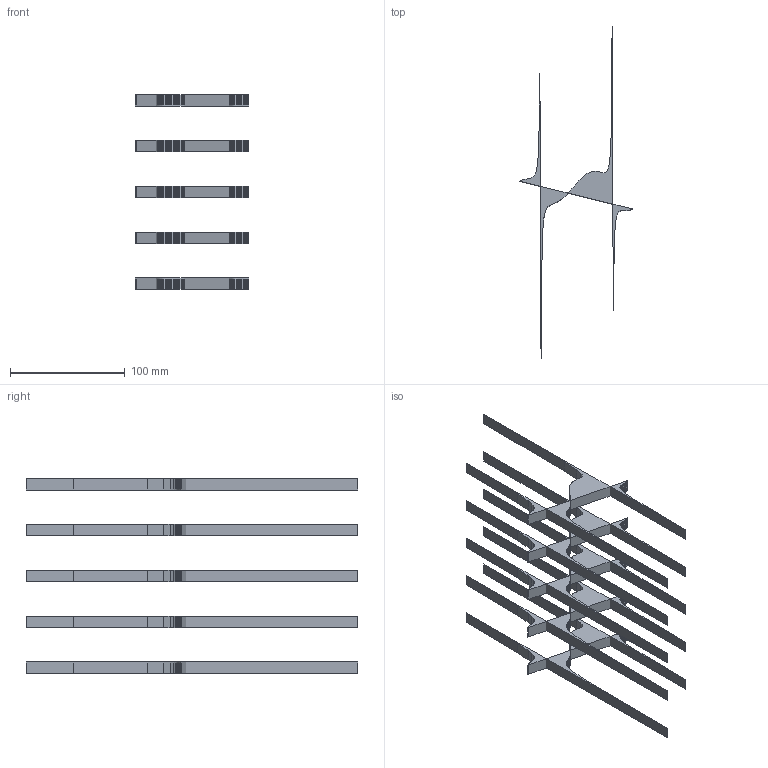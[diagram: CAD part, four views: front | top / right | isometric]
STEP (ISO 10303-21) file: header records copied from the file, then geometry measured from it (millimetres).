
FILE_DESCRIPTION(('Open CASCADE Model'),'2;1');
FILE_NAME('Open CASCADE Shape Model','2024-05-29T15:36:30',('Author'),( 'Open CASCADE'),'Open CASCADE STEP processor 7.7','Open CASCADE 7.7' ,'Unknown');
FILE_SCHEMA(('AUTOMOTIVE_DESIGN { 1 0 10303 214 1 1 1 1 }'));
Length unit declared in the file: millimetre
Products named in the file (6): Open CASCADE STEP translator 7.7 106; Open CASCADE STEP translator 7.7 106.1; Open CASCADE STEP translator 7.7 106.2; Open CASCADE STEP translator 7.7 106.3; Open CASCADE STEP translator 7.7 106.4; Open CASCADE STEP translator 7.7 106.5
Assembly tree (5 placements, depth 2):
  Open CASCADE STEP translator 7.7 106
    Open CASCADE STEP translator 7.7 106.1
    Open CASCADE STEP translator 7.7 106.2
    Open CASCADE STEP translator 7.7 106.3
    Open CASCADE STEP translator 7.7 106.4
    Open CASCADE STEP translator 7.7 106.5
Bounding box: 99 x 289.3 x 170 mm (x, y, z)
Volume: 25031.7 mm3; surface area: 72852.5 mm2
Topology: 5 solids, 5 shells, 540 faces, 1560 edges, 1030 vertices
Faces by surface type: plane 540
Entity records: 36196 total; most frequent: CARTESIAN_POINT 6016, DIRECTION 5532, LINE 4500, VECTOR 4500, ORIENTED_EDGE 3000, PCURVE 3000, DEFINITIONAL_REPRESENTATION 3000, EDGE_CURVE 1500
